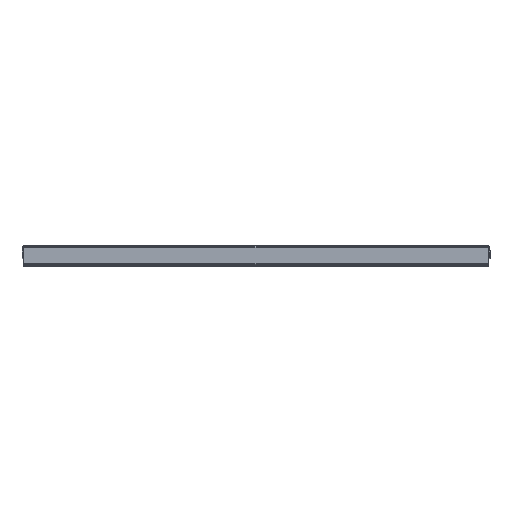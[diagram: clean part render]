
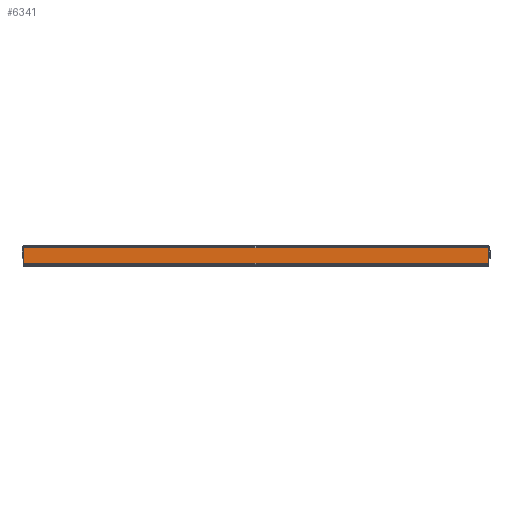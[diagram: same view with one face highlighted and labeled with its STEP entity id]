
A CAD part, top view. The second image highlights one B-rep face of the part: STEP entity #6341.
In plain terms, the highlighted planar face has unit normal (0, 0, 1).
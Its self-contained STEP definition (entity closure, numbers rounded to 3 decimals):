
#96 = CARTESIAN_POINT ( 'NONE',  ( -396., -1.5, 549. ) ) ;
#108 = DIRECTION ( 'NONE',  ( 1., 0., 0. ) ) ;
#162 = VERTEX_POINT ( 'NONE', #4363 ) ;
#1517 = CARTESIAN_POINT ( 'NONE',  ( -396., -30., 549. ) ) ;
#2098 = VECTOR ( 'NONE', #4907, 1000. ) ;
#2438 = PLANE ( 'NONE',  #22942 ) ;
#2767 = VECTOR ( 'NONE', #4080, 1000. ) ;
#4080 = DIRECTION ( 'NONE',  ( -1., 0., 0. ) ) ;
#4269 = ORIENTED_EDGE ( 'NONE', *, *, #24615, .T. ) ;
#4363 = CARTESIAN_POINT ( 'NONE',  ( -396., -3., 549. ) ) ;
#4907 = DIRECTION ( 'NONE',  ( 0., -1., 0. ) ) ;
#5319 = CARTESIAN_POINT ( 'NONE',  ( 396., -3., 549. ) ) ;
#6148 = ORIENTED_EDGE ( 'NONE', *, *, #18483, .F. ) ;
#6341 = ADVANCED_FACE ( 'NONE', ( #12482 ), #2438, .T. ) ;
#6504 = CARTESIAN_POINT ( 'NONE',  ( 0., -3., 549. ) ) ;
#7987 = EDGE_CURVE ( 'NONE', #25467, #19487, #20178, .T. ) ;
#8900 = CARTESIAN_POINT ( 'NONE',  ( -396., -30., 549. ) ) ;
#9918 = VERTEX_POINT ( 'NONE', #5319 ) ;
#12482 = FACE_OUTER_BOUND ( 'NONE', #14010, .T. ) ;
#14010 = EDGE_LOOP ( 'NONE', ( #26402, #4269, #6148, #14160 ) ) ;
#14160 = ORIENTED_EDGE ( 'NONE', *, *, #7987, .F. ) ;
#14642 = LINE ( 'NONE', #26575, #2098 ) ;
#14826 = CARTESIAN_POINT ( 'NONE',  ( 0., 0., 549. ) ) ;
#15805 = LINE ( 'NONE', #6504, #23831 ) ;
#18483 = EDGE_CURVE ( 'NONE', #19487, #162, #21306, .T. ) ;
#19423 = DIRECTION ( 'NONE',  ( 0., 1., 0. ) ) ;
#19487 = VERTEX_POINT ( 'NONE', #1517 ) ;
#20122 = VECTOR ( 'NONE', #19423, 1000. ) ;
#20178 = LINE ( 'NONE', #8900, #2767 ) ;
#21306 = LINE ( 'NONE', #96, #20122 ) ;
#21318 = DIRECTION ( 'NONE',  ( 0., 0., 1. ) ) ;
#22942 = AXIS2_PLACEMENT_3D ( 'NONE', #14826, #21318, #108 ) ;
#23519 = DIRECTION ( 'NONE',  ( -1., 0., 0. ) ) ;
#23671 = EDGE_CURVE ( 'NONE', #9918, #25467, #14642, .T. ) ;
#23831 = VECTOR ( 'NONE', #23519, 1000. ) ;
#24615 = EDGE_CURVE ( 'NONE', #9918, #162, #15805, .T. ) ;
#25467 = VERTEX_POINT ( 'NONE', #28730 ) ;
#26402 = ORIENTED_EDGE ( 'NONE', *, *, #23671, .F. ) ;
#26575 = CARTESIAN_POINT ( 'NONE',  ( 396., -30., 549. ) ) ;
#28730 = CARTESIAN_POINT ( 'NONE',  ( 396., -30., 549. ) ) ;
